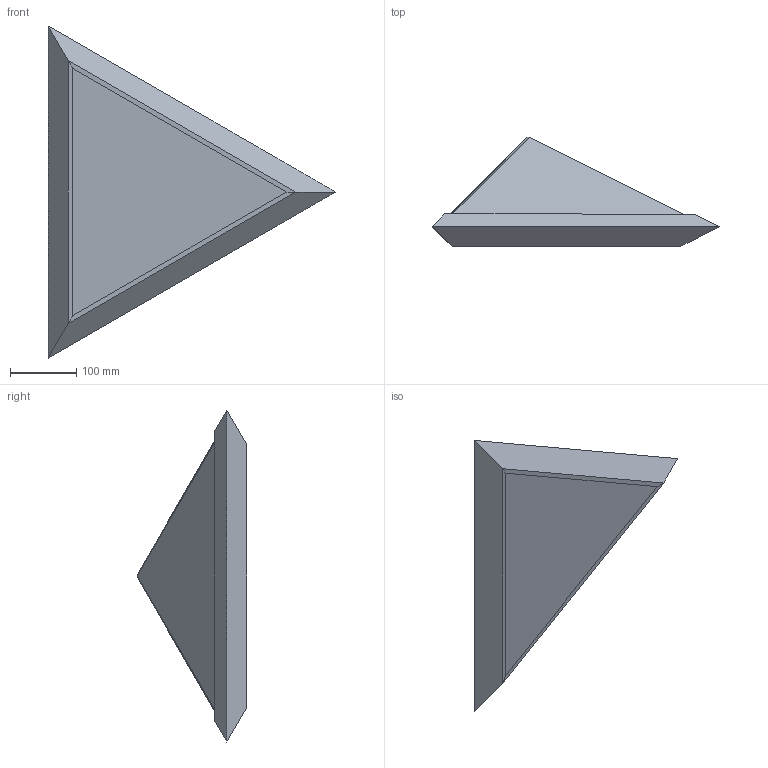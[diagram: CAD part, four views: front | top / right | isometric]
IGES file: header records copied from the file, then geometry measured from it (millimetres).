
Global section: file name: 110HSTELT - Stella Triangle.igs; native system: Rhinoceros ( Oct 24 2012 ); preprocessor: Trout Lake IGES 012 Oct 24 2012; date: 190715.154833; units: inch
Bounding box: 434.03 x 165.51 x 501.17 mm (x, y, z)
Surface area: 278316.1 mm2 (no closed solid volume)
Topology: 0 solids, 0 shells, 25 faces, 103 edges, 104 vertices
Faces by surface type: bspline 25
